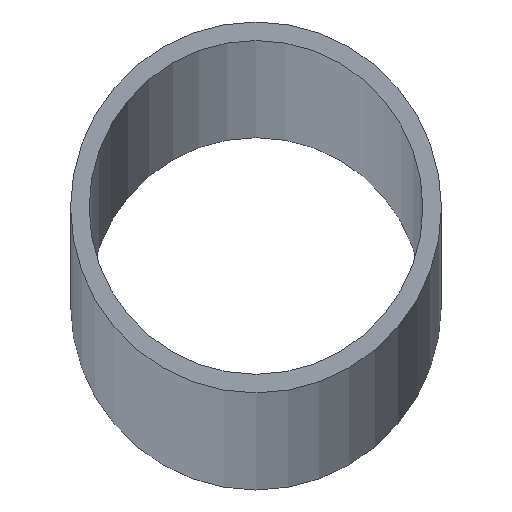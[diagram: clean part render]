
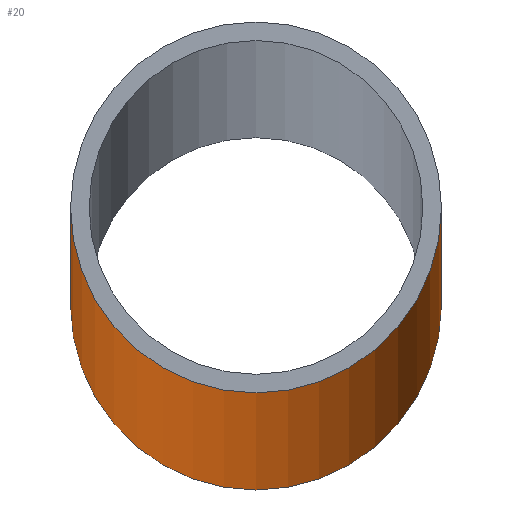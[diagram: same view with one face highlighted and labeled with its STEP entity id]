
A CAD part, top view. The second image highlights one B-rep face of the part: STEP entity #20.
In plain terms, the highlighted cylindrical face has radius 10 mm (diameter 20 mm), a partial arc.
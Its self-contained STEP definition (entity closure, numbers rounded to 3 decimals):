
#7 = CARTESIAN_POINT ( 'NONE',  ( 0., 0., -3000. ) ) ;
#13 = CYLINDRICAL_SURFACE ( 'NONE', #69, 10. ) ;
#16 = VERTEX_POINT ( 'NONE', #48 ) ;
#19 = DIRECTION ( 'NONE',  ( 1., 0., 0. ) ) ;
#20 = ADVANCED_FACE ( 'NONE', ( #81 ), #13, .T. ) ;
#23 = ORIENTED_EDGE ( 'NONE', *, *, #212, .T. ) ;
#24 = DIRECTION ( 'NONE',  ( 0., 0., 1. ) ) ;
#25 = AXIS2_PLACEMENT_3D ( 'NONE', #193, #166, #150 ) ;
#27 = VERTEX_POINT ( 'NONE', #33 ) ;
#29 = ORIENTED_EDGE ( 'NONE', *, *, #190, .F. ) ;
#33 = CARTESIAN_POINT ( 'NONE',  ( 10., 0., -3000. ) ) ;
#48 = CARTESIAN_POINT ( 'NONE',  ( 10., 0., 0. ) ) ;
#51 = CARTESIAN_POINT ( 'NONE',  ( -10., 0., -3000. ) ) ;
#60 = ORIENTED_EDGE ( 'NONE', *, *, #100, .T. ) ;
#61 = CIRCLE ( 'NONE', #25, 10. ) ;
#64 = VERTEX_POINT ( 'NONE', #51 ) ;
#69 = AXIS2_PLACEMENT_3D ( 'NONE', #7, #24, #19 ) ;
#75 = DIRECTION ( 'NONE',  ( 0., 0., 1. ) ) ;
#76 = CARTESIAN_POINT ( 'NONE',  ( 10., 0., -3000. ) ) ;
#81 = FACE_OUTER_BOUND ( 'NONE', #97, .T. ) ;
#97 = EDGE_LOOP ( 'NONE', ( #151, #23, #60, #29 ) ) ;
#100 = EDGE_CURVE ( 'NONE', #27, #16, #113, .T. ) ;
#113 = LINE ( 'NONE', #76, #209 ) ;
#133 = CARTESIAN_POINT ( 'NONE',  ( -10., 0., 0. ) ) ;
#141 = DIRECTION ( 'NONE',  ( 0., 0., 1. ) ) ;
#142 = LINE ( 'NONE', #175, #184 ) ;
#150 = DIRECTION ( 'NONE',  ( 1., 0., 0. ) ) ;
#151 = ORIENTED_EDGE ( 'NONE', *, *, #169, .F. ) ;
#161 = VERTEX_POINT ( 'NONE', #133 ) ;
#166 = DIRECTION ( 'NONE',  ( 0., 0., 1. ) ) ;
#169 = EDGE_CURVE ( 'NONE', #64, #161, #142, .T. ) ;
#172 = DIRECTION ( 'NONE',  ( 1., 0., 0. ) ) ;
#175 = CARTESIAN_POINT ( 'NONE',  ( -10., 0., -3000. ) ) ;
#184 = VECTOR ( 'NONE', #141, 1000. ) ;
#186 = DIRECTION ( 'NONE',  ( 0., 0., 1. ) ) ;
#187 = CARTESIAN_POINT ( 'NONE',  ( 0., 0., 0. ) ) ;
#190 = EDGE_CURVE ( 'NONE', #161, #16, #194, .T. ) ;
#193 = CARTESIAN_POINT ( 'NONE',  ( 0., 0., -3000. ) ) ;
#194 = CIRCLE ( 'NONE', #210, 10. ) ;
#209 = VECTOR ( 'NONE', #75, 1000. ) ;
#210 = AXIS2_PLACEMENT_3D ( 'NONE', #187, #186, #172 ) ;
#212 = EDGE_CURVE ( 'NONE', #64, #27, #61, .T. ) ;
